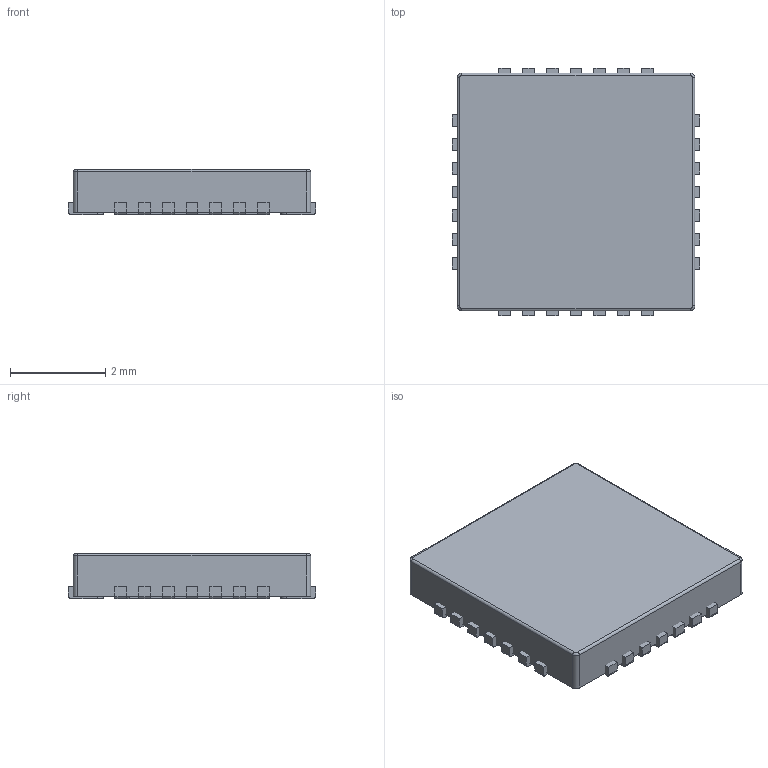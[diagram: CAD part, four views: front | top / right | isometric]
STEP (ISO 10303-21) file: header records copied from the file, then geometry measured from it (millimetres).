
FILE_DESCRIPTION( ( '' ), ' ' );
FILE_NAME( '5bd27b2ffd6de2163fe920d4.step', '2018-10-26T02:25:51', ( '' ), ( '' ), ' ', ' ', ' ' );
FILE_SCHEMA( ( 'AUTOMOTIVE_DESIGN { 1 0 10303 214 1 1 1 1 }' ) );
Length unit declared in the file: metre
Products named in the file (31): Assem1; Part 1; Part 2; Part 3; Part 4; Part 5; Part 6; Part 7; Part 8; Part 9; Part 10; Part 11; Part 12; Part 13; Part 14; Part 15; Part 16; Part 17; Part 18; Part 19; Part 20; Part 21; Part 22; Part 23; Part 24; Part 25; Part 26; Part 27; Part 28; Part 29
Assembly tree (30 placements, depth 2):
  Assem1
    Part 1
    Part 2
    Part 3
    Part 4
    Part 5
    Part 6
    Part 7
    Part 8
    Part 9
    Part 10
    Part 11
    Part 12
    Part 13
    Part 14
    Part 15
    Part 16
    Part 17
    Part 18
    Part 19
    Part 20
    Part 21
    Part 22
    Part 23
    Part 24
    Part 25
    Part 26
    Part 27
    Part 28
    Part 29
    Part 1
Bounding box: 5.2 x 5.2 x 0.95 mm (x, y, z)
Surface area: 112.9 mm2
Topology: 30 solids, 30 shells, 221 faces, 475 edges, 314 vertices
Faces by surface type: plane 153, cylinder 64, torus 4
Entity records: 8247 total; most frequent: DIRECTION 1111, CARTESIAN_POINT 1041, ORIENTED_EDGE 950, EDGE_CURVE 475, AXIS2_PLACEMENT_3D 384, LINE 343, VECTOR 343, VERTEX_POINT 314
